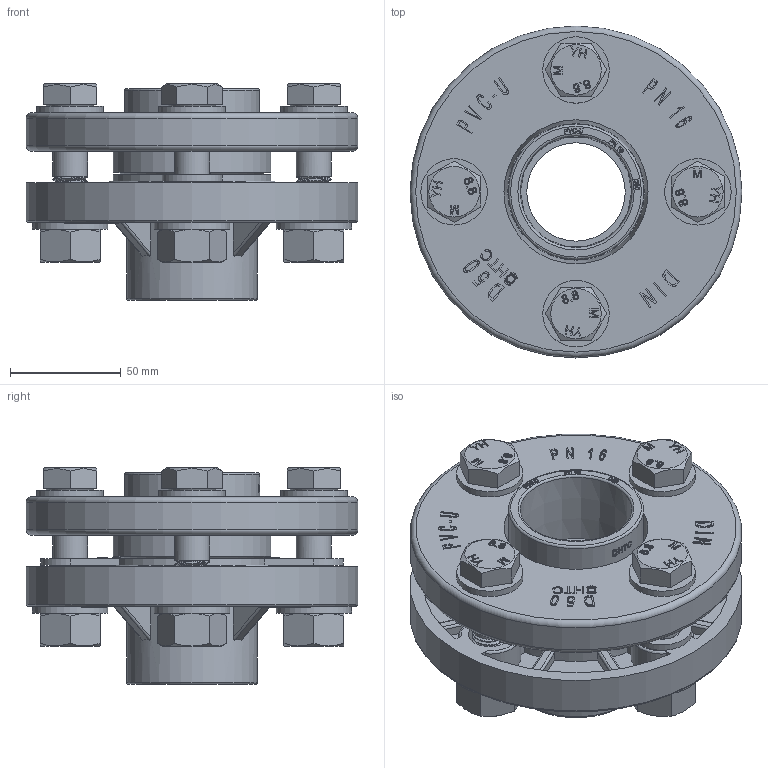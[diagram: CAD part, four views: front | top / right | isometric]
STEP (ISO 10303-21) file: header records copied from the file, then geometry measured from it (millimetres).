
FILE_DESCRIPTION(/* description */ (''),/* implementation_level */ '2;1');
FILE_NAME(/* name */ 'AF0706.000.050.step',/* time_stamp */ '2026-02-13T11:26:21+01:00',/* author */ (''),/* organization */ (''),/* preprocessor_version */ 'ST-DEVELOPER v20.1',/* originating_system */ 'Autodesk Translation Framework v14.24.0.0',/* authorisation */ '');
FILE_SCHEMA (('AUTOMOTIVE_DESIGN { 1 0 10303 214 3 1 1 }'));
Length unit declared in the file: millimetre
Products named in the file (9): 2026-02-13-07-35-23-593; 2026-02-13-08-34-23-936; 2026-02-13-08-34-25-698; 2026-02-13-08-34-29-716; 2026-02-13-10-59-39-518; 2026-02-13-10-59-39-620; 2026-02-13-10-59-39-627; 2026-02-13-10-59-39-629; 2026-02-13-10-59-39-626
Assembly tree (20 placements, depth 3):
  2026-02-13-07-35-23-593
    2026-02-13-08-34-23-936
    2026-02-13-08-34-25-698
    2026-02-13-08-34-29-716
    2026-02-13-10-59-39-518
      2026-02-13-10-59-39-620  x4
      2026-02-13-10-59-39-627  x4
      2026-02-13-10-59-39-629  x4
      2026-02-13-10-59-39-626  x4
Bounding box: 149.8 x 149.8 x 97.91 mm (x, y, z)
Volume: 529418.3 mm3; surface area: 200836.4 mm2
Topology: 20 solids, 20 shells, 1948 faces, 5211 edges, 3461 vertices
Faces by surface type: plane 845, bspline 658, cylinder 371, torus 37, cone 37
Full cylindrical faces by diameter (mm): 3 x1, 4 x1, 13.534 x72, 15.519 x12, 15.822 x76, 17 x4, 18 x6, 18.293 x16, 19 x4, 19.2 x4, 30 x4, 34 x4, 44.4 x1, 46.8 x1, 50 x1, 53.7 x1, 56.1 x1, 59 x1, 61 x1, 62.5 x1, 64.9 x1, 71.3 x1, 72.4 x1, 74.8 x1, 149.7 x1, 149.8 x1
Entity records: 52998 total; most frequent: CARTESIAN_POINT 22564, ORIENTED_EDGE 7032, DIRECTION 4908, EDGE_CURVE 3516, VERTEX_POINT 2339, LINE 2014, VECTOR 2014, EDGE_LOOP 1471
